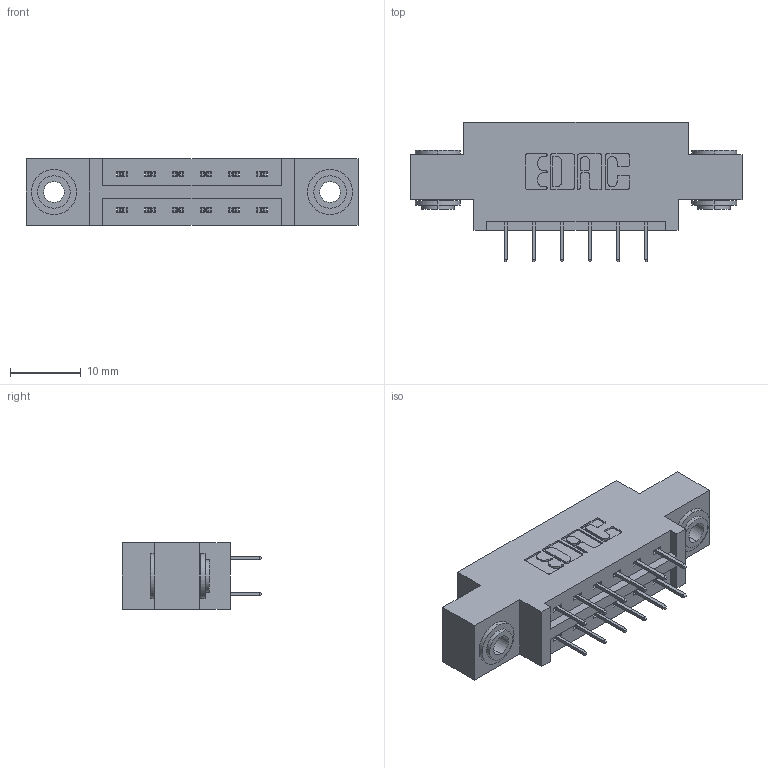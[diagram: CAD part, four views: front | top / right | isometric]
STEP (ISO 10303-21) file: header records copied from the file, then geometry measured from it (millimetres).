
FILE_DESCRIPTION (( 'STEP AP203' ), '1' );
FILE_NAME ('337-012-524-803.STEP', '2018-08-04T03:44:06', ( '' ), ( '' ), 'SwSTEP 2.0', 'SolidWorks 2016', '' );
FILE_SCHEMA (( 'CONFIG_CONTROL_DESIGN' ));
Length unit declared in the file: inch
Products named in the file (4): 337 Part_0.170 Offset - 0.156 Dia-TH; 345-292-001_345-293-124; 345-250-002_345-250-002-102; 337-012-524-803
Assembly tree (15 placements, depth 2):
  337-012-524-803
    337 Part_0.170 Offset - 0.156 Dia-TH
    345-292-001_345-293-124  x12
    345-250-002_345-250-002-102  x2
Bounding box: 46.79 x 19.69 x 9.4 mm (x, y, z)
Volume: 4335.3 mm3; surface area: 4827.4 mm2
Topology: 15 solids, 15 shells, 852 faces, 2379 edges, 1534 vertices
Faces by surface type: plane 612, cylinder 232, cone 8
Entity records: 10164 total; most frequent: CARTESIAN_POINT 1717, ORIENTED_EDGE 1646, DIRECTION 1561, EDGE_CURVE 823, VECTOR 675, LINE 675, VERTEX_POINT 542, AXIS2_PLACEMENT_3D 443
